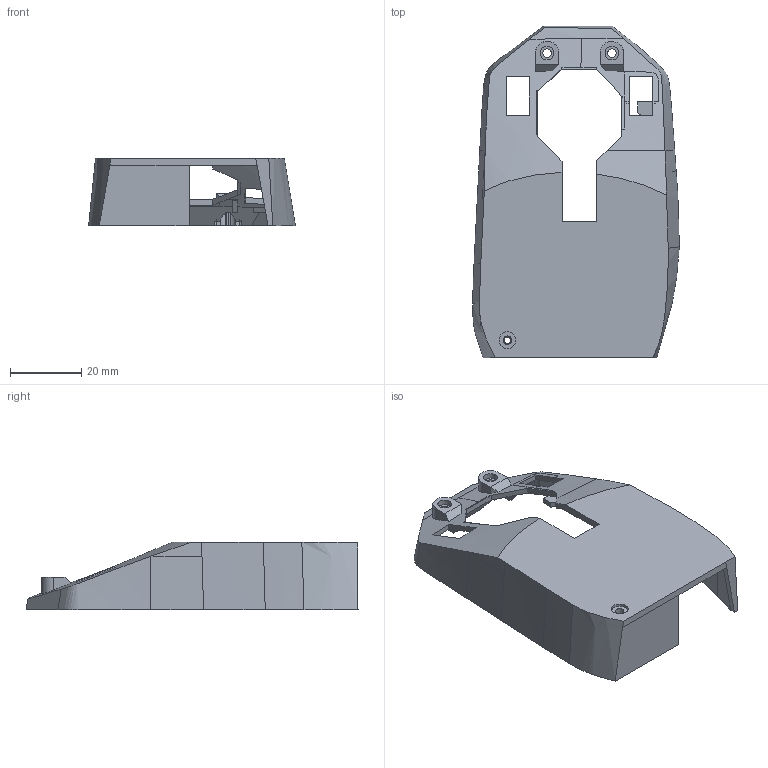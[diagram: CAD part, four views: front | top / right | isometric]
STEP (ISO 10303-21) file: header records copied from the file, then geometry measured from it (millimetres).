
FILE_DESCRIPTION(/* description */ ('STEP AP242 Edition 2','CAx-IF Rec.Pracs.---Representation and Presentation of Product Manufacturing Information (PMI)---4.0---2014-10-13','CAx-IF Rec.Pracs.---3D Tessellated Geometry---0.4---2014-09-14','2;1','CAx-IF Rec.Pracs.---User Defined Attributes---1.5---2016-08-15'),/* implementation_level */ '2;1');
FILE_NAME(/* name */ 'b267db17-8fdd-42da-b561-690d4f77fb15',/* time_stamp */ '2025-12-05T09:04:33Z',/* author */ (''),/* organization */ (''),/* preprocessor_version */ 'ST-DEVELOPER v20',/* originating_system */ 'ONSHAPE BY PTC INC, 1.207',/* authorisation */ ' ');
FILE_SCHEMA (('AP242_MANAGED_MODEL_BASED_3D_ENGINEERING_MIM_LF { 1 0 10303 442 3 1 4 }'));
Length unit declared in the file: metre
Products named in the file (1): mid
Bounding box: 57.82 x 92.89 x 18.91 mm (x, y, z)
Volume: 13606.4 mm3; surface area: 15302.3 mm2
Topology: 1 solids, 1 shells, 232 faces, 690 edges, 465 vertices
Faces by surface type: plane 145, bspline 65, cylinder 22
Full cylindrical faces by diameter (mm): 1.824 x1, 2.4 x3, 3.8 x2, 4.6 x2, 4.717 x1
Entity records: 12435 total; most frequent: CARTESIAN_POINT 6989, ORIENTED_EDGE 1352, DIRECTION 754, EDGE_CURVE 676, VERTEX_POINT 461, B_SPLINE_CURVE_WITH_KNOTS 325, LINE 284, VECTOR 284
